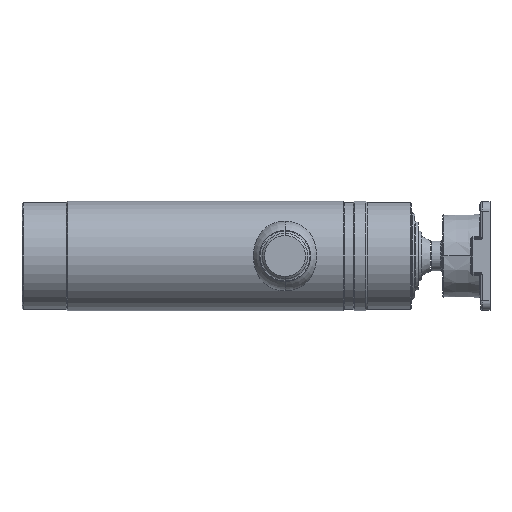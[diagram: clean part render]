
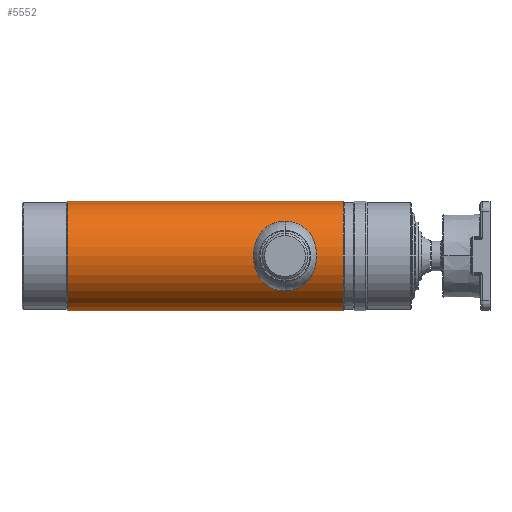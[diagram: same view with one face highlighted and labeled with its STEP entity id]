
A CAD part, front view. The second image highlights one B-rep face of the part: STEP entity #5552.
In plain terms, the highlighted cylindrical face has radius 48 mm (diameter 96 mm), a partial arc.
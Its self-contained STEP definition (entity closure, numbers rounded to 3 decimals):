
#2256 = CARTESIAN_POINT ( 'NONE',  ( 282., 0., 48. ) ) ;
#2875 = FACE_OUTER_BOUND ( 'NONE', #11687, .T. ) ;
#3154 = CARTESIAN_POINT ( 'NONE',  ( -46.52, 0., -48. ) ) ;
#4561 = VECTOR ( 'NONE', #4860, 1000. ) ;
#4860 = DIRECTION ( 'NONE',  ( -1., 0., 0. ) ) ;
#5552 = ADVANCED_FACE ( 'NONE', ( #2875 ), #9477, .T. ) ;
#5611 = CIRCLE ( 'NONE', #8260, 48. ) ;
#5915 = ORIENTED_EDGE ( 'NONE', *, *, #12205, .T. ) ;
#5937 = DIRECTION ( 'NONE',  ( 1., 0., 0. ) ) ;
#6148 = CARTESIAN_POINT ( 'NONE',  ( 40., 0., 0. ) ) ;
#6923 = DIRECTION ( 'NONE',  ( -1., 0., 0. ) ) ;
#7316 = VERTEX_POINT ( 'NONE', #2256 ) ;
#7500 = DIRECTION ( 'NONE',  ( 0., 0., -1. ) ) ;
#7670 = DIRECTION ( 'NONE',  ( -1., 0., 0. ) ) ;
#7762 = LINE ( 'NONE', #3154, #4561 ) ;
#8260 = AXIS2_PLACEMENT_3D ( 'NONE', #14023, #5937, #15372 ) ;
#8279 = VERTEX_POINT ( 'NONE', #15811 ) ;
#8532 = CIRCLE ( 'NONE', #14967, 48. ) ;
#9035 = DIRECTION ( 'NONE',  ( 0., 0., -1. ) ) ;
#9350 = AXIS2_PLACEMENT_3D ( 'NONE', #13042, #7670, #9035 ) ;
#9477 = CYLINDRICAL_SURFACE ( 'NONE', #9350, 48. ) ;
#9503 = EDGE_CURVE ( 'NONE', #7316, #8279, #5611, .T. ) ;
#10049 = ORIENTED_EDGE ( 'NONE', *, *, #9503, .F. ) ;
#10747 = ORIENTED_EDGE ( 'NONE', *, *, #11472, .F. ) ;
#10992 = CARTESIAN_POINT ( 'NONE',  ( -46.52, 0., 48. ) ) ;
#11472 = EDGE_CURVE ( 'NONE', #8279, #14132, #7762, .T. ) ;
#11680 = CARTESIAN_POINT ( 'NONE',  ( 40., 0., 48. ) ) ;
#11687 = EDGE_LOOP ( 'NONE', ( #10049, #5915, #14342, #10747 ) ) ;
#12205 = EDGE_CURVE ( 'NONE', #7316, #16453, #12805, .T. ) ;
#12805 = LINE ( 'NONE', #10992, #15971 ) ;
#13042 = CARTESIAN_POINT ( 'NONE',  ( -46.52, 0., 0. ) ) ;
#14023 = CARTESIAN_POINT ( 'NONE',  ( 282., 0., 0. ) ) ;
#14132 = VERTEX_POINT ( 'NONE', #14413 ) ;
#14342 = ORIENTED_EDGE ( 'NONE', *, *, #17453, .F. ) ;
#14413 = CARTESIAN_POINT ( 'NONE',  ( 40., 0., -48. ) ) ;
#14967 = AXIS2_PLACEMENT_3D ( 'NONE', #6148, #15586, #7500 ) ;
#15372 = DIRECTION ( 'NONE',  ( 0., 0., 1. ) ) ;
#15586 = DIRECTION ( 'NONE',  ( -1., 0., 0. ) ) ;
#15811 = CARTESIAN_POINT ( 'NONE',  ( 282., 0., -48. ) ) ;
#15971 = VECTOR ( 'NONE', #6923, 1000. ) ;
#16453 = VERTEX_POINT ( 'NONE', #11680 ) ;
#17453 = EDGE_CURVE ( 'NONE', #14132, #16453, #8532, .T. ) ;
